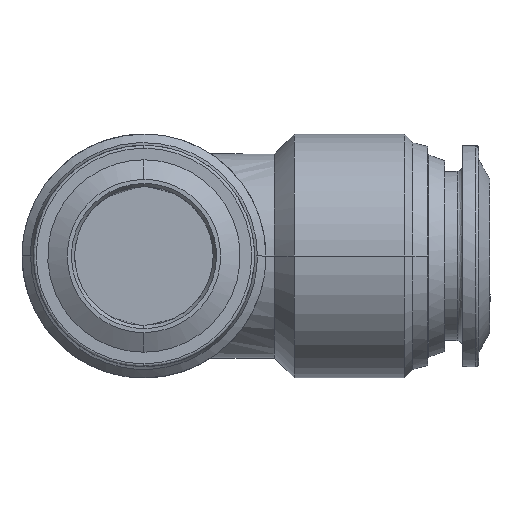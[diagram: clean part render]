
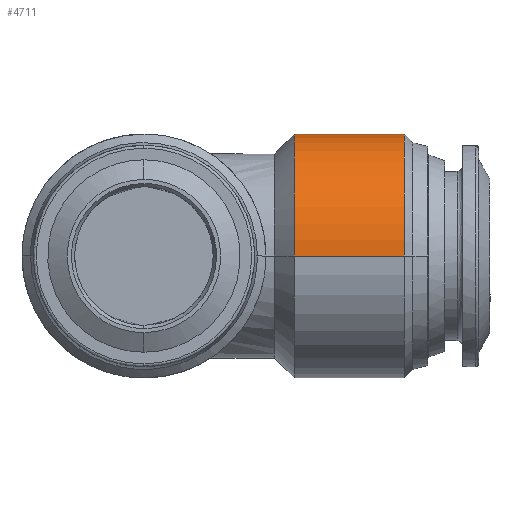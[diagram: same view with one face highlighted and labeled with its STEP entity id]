
A CAD part, left-side view. The second image highlights one B-rep face of the part: STEP entity #4711.
In plain terms, the highlighted free-form (B-spline) face has degree [1, 3] with [2, 7] control points.
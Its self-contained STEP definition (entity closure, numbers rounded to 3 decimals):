
#434 = CARTESIAN_POINT ( 'NONE',  ( -13.791, -9.084, 0. ) ) ;
#466 = EDGE_CURVE ( 'NONE', #3080, #9089, #3443, .T. ) ;
#689 = CARTESIAN_POINT ( 'NONE',  ( 7.709, -9.084, 0. ) ) ;
#872 = CARTESIAN_POINT ( 'NONE',  ( 7.709, -9.084, 0. ) ) ;
#886 = CARTESIAN_POINT ( 'NONE',  ( 3.256, -18.782, 10.75 ) ) ;
#905 = CARTESIAN_POINT ( 'NONE',  ( -13.791, -9.084, 0. ) ) ;
#934 = CARTESIAN_POINT ( 'NONE',  ( -9.338, -18.782, 10.75 ) ) ;
#1061 = CARTESIAN_POINT ( 'NONE',  ( -9.338, -9.084, 10.75 ) ) ;
#1612 = CARTESIAN_POINT ( 'NONE',  ( 7.709, -9.084, 0. ) ) ;
#1633 = CARTESIAN_POINT ( 'NONE',  ( 3.256, -18.782, 10.75 ) ) ;
#1679 = EDGE_CURVE ( 'NONE', #8658, #9089, #4944, .T. ) ;
#2154 = ORIENTED_EDGE ( 'NONE', *, *, #2913, .F. ) ;
#2259 = EDGE_CURVE ( 'NONE', #8658, #7213, #6777, .T. ) ;
#2292 = CARTESIAN_POINT ( 'NONE',  ( 7.709, -18.782, 0. ) ) ;
#2314 = CARTESIAN_POINT ( 'NONE',  ( 7.709, -9.084, 0. ) ) ;
#2325 = EDGE_LOOP ( 'NONE', ( #2663, #7040, #7314, #2154 ) ) ;
#2327 = CARTESIAN_POINT ( 'NONE',  ( 7.709, -18.782, 6.297 ) ) ;
#2353 = CARTESIAN_POINT ( 'NONE',  ( -9.338, -18.782, 10.75 ) ) ;
#2663 = ORIENTED_EDGE ( 'NONE', *, *, #2259, .F. ) ;
#2862 = CARTESIAN_POINT ( 'NONE',  ( -13.791, -18.782, 0. ) ) ;
#2913 = EDGE_CURVE ( 'NONE', #7213, #3080, #6100, .T. ) ;
#3046 = CARTESIAN_POINT ( 'NONE',  ( -13.791, -9.084, 0. ) ) ;
#3080 = VERTEX_POINT ( 'NONE', #3803 ) ;
#3443 = B_SPLINE_CURVE_WITH_KNOTS ( 'NONE', 1,
 ( #2862, #5697 ),
 .UNSPECIFIED., .F., .F.,
 ( 2, 2 ),
 ( -1., 0. ),
 .UNSPECIFIED. ) ;
#3771 = CARTESIAN_POINT ( 'NONE',  ( 3.256, -9.084, 10.75 ) ) ;
#3781 = CARTESIAN_POINT ( 'NONE',  ( 7.709, -9.084, 6.297 ) ) ;
#3803 = CARTESIAN_POINT ( 'NONE',  ( -13.791, -18.782, 0. ) ) ;
#3974 = FACE_OUTER_BOUND ( 'NONE', #2325, .T. ) ;
#4509 = CARTESIAN_POINT ( 'NONE',  ( -13.791, -9.084, 6.297 ) ) ;
#4693 = CARTESIAN_POINT ( 'NONE',  ( 3.256, -9.084, 10.75 ) ) ;
#4711 = ADVANCED_FACE ( 'NONE', ( #3974 ), #6769, .F. ) ;
#4944 =( BOUNDED_CURVE ( )  B_SPLINE_CURVE ( 3, ( #872, #3781, #4693, #7547, #1061, #6116, #434 ),
 .UNSPECIFIED., .F., .T. ) 
 B_SPLINE_CURVE_WITH_KNOTS ( ( 4, 3, 4 ),
 ( -3.142, -1.571, 0. ),
 .UNSPECIFIED. ) 
 CURVE ( )  GEOMETRIC_REPRESENTATION_ITEM ( )  RATIONAL_B_SPLINE_CURVE ( ( 1., 0.805, 0.805, 1., 0.805, 0.805, 1. ) ) 
 REPRESENTATION_ITEM ( '' )  );
#5206 = CARTESIAN_POINT ( 'NONE',  ( -3.041, -18.782, 10.75 ) ) ;
#5246 = CARTESIAN_POINT ( 'NONE',  ( 7.709, -18.782, 0. ) ) ;
#5253 = CARTESIAN_POINT ( 'NONE',  ( -13.791, -18.782, 6.297 ) ) ;
#5337 = CARTESIAN_POINT ( 'NONE',  ( 7.709, -18.782, 6.297 ) ) ;
#5697 = CARTESIAN_POINT ( 'NONE',  ( -13.791, -9.084, 0. ) ) ;
#5932 = CARTESIAN_POINT ( 'NONE',  ( -9.338, -9.084, 10.75 ) ) ;
#6045 = CARTESIAN_POINT ( 'NONE',  ( -3.041, -18.782, 10.75 ) ) ;
#6100 =( BOUNDED_CURVE ( )  B_SPLINE_CURVE ( 3, ( #2292, #5337, #1633, #6045, #934, #5253, #7389 ),
 .UNSPECIFIED., .F., .T. ) 
 B_SPLINE_CURVE_WITH_KNOTS ( ( 4, 3, 4 ),
 ( -3.142, -1.571, 0. ),
 .UNSPECIFIED. ) 
 CURVE ( )  GEOMETRIC_REPRESENTATION_ITEM ( )  RATIONAL_B_SPLINE_CURVE ( ( 1., 0.805, 0.805, 1., 0.805, 0.805, 1. ) ) 
 REPRESENTATION_ITEM ( '' )  );
#6116 = CARTESIAN_POINT ( 'NONE',  ( -13.791, -9.084, 6.297 ) ) ;
#6614 = CARTESIAN_POINT ( 'NONE',  ( -13.791, -18.782, 6.297 ) ) ;
#6671 = CARTESIAN_POINT ( 'NONE',  ( 7.709, -18.782, 0. ) ) ;
#6769 =( BOUNDED_SURFACE ( )  B_SPLINE_SURFACE ( 1, 3, ( 
 ( #7991, #6614, #2353, #5206, #886, #2327, #6671 ),
 ( #3046, #4509, #5932, #8016, #3771, #8733, #1612 ) ),
 .UNSPECIFIED., .F., .F., .T. ) 
 B_SPLINE_SURFACE_WITH_KNOTS ( ( 2, 2 ),
 ( 4, 3, 4 ),
 ( 0., 1. ),
 ( 0., 0.5, 1. ),
 .UNSPECIFIED. ) 
 GEOMETRIC_REPRESENTATION_ITEM ( )  RATIONAL_B_SPLINE_SURFACE ( (
 ( 1., 0.805, 0.805, 1., 0.805, 0.805, 1.),
 ( 1., 0.805, 0.805, 1., 0.805, 0.805, 1.) ) ) 
 REPRESENTATION_ITEM ( '' )  SURFACE ( )  );
#6777 = B_SPLINE_CURVE_WITH_KNOTS ( 'NONE', 1,
 ( #2314, #5246 ),
 .UNSPECIFIED., .F., .F.,
 ( 2, 2 ),
 ( -1., 0. ),
 .UNSPECIFIED. ) ;
#7040 = ORIENTED_EDGE ( 'NONE', *, *, #1679, .T. ) ;
#7213 = VERTEX_POINT ( 'NONE', #7630 ) ;
#7314 = ORIENTED_EDGE ( 'NONE', *, *, #466, .F. ) ;
#7389 = CARTESIAN_POINT ( 'NONE',  ( -13.791, -18.782, 0. ) ) ;
#7547 = CARTESIAN_POINT ( 'NONE',  ( -3.041, -9.084, 10.75 ) ) ;
#7630 = CARTESIAN_POINT ( 'NONE',  ( 7.709, -18.782, 0. ) ) ;
#7991 = CARTESIAN_POINT ( 'NONE',  ( -13.791, -18.782, 0. ) ) ;
#8016 = CARTESIAN_POINT ( 'NONE',  ( -3.041, -9.084, 10.75 ) ) ;
#8658 = VERTEX_POINT ( 'NONE', #689 ) ;
#8733 = CARTESIAN_POINT ( 'NONE',  ( 7.709, -9.084, 6.297 ) ) ;
#9089 = VERTEX_POINT ( 'NONE', #905 ) ;
